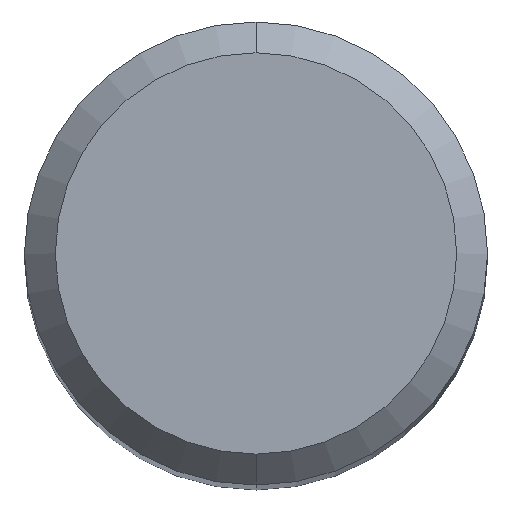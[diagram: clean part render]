
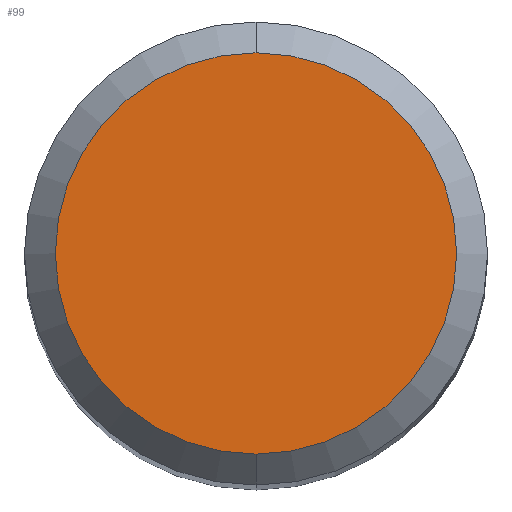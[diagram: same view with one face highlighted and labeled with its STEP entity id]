
A CAD part, top view. The second image highlights one B-rep face of the part: STEP entity #99.
In plain terms, the highlighted planar face has unit normal (0, 0, 1).
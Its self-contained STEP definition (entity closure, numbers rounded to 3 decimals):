
#99=ADVANCED_FACE('',(#250),#251,.T.);
#129=EDGE_CURVE('',#159,#143,#285,.T.);
#143=VERTEX_POINT('',#300);
#159=VERTEX_POINT('',#317);
#169=EDGE_CURVE('',#143,#159,#328,.T.);
#250=FACE_OUTER_BOUND('',#410,.T.);
#251=PLANE('',#411);
#285=CIRCLE('',#456,2.6);
#300=CARTESIAN_POINT('',(0.,-2.6,0.0));
#317=CARTESIAN_POINT('',(0.0,2.6,0.0));
#328=CIRCLE('',#513,2.6);
#410=EDGE_LOOP('',(#602,#603));
#411=AXIS2_PLACEMENT_3D('',#604,#605,#606);
#456=AXIS2_PLACEMENT_3D('',#647,#648,#649);
#513=AXIS2_PLACEMENT_3D('',#696,#697,#698);
#602=ORIENTED_EDGE('',*,*,#129,.F.);
#603=ORIENTED_EDGE('',*,*,#169,.F.);
#604=CARTESIAN_POINT('',(0.0,1.3,0.0));
#605=DIRECTION('',(-0.0,0.0,1.0));
#606=DIRECTION('',(0.0,-1.0,0.0));
#647=CARTESIAN_POINT('',(0.0,0.0,0.0));
#648=DIRECTION('',(0.0,0.0,-1.0));
#649=DIRECTION('',(0.0,1.0,0.0));
#696=CARTESIAN_POINT('',(0.0,0.0,0.0));
#697=DIRECTION('',(0.0,0.0,-1.0));
#698=DIRECTION('',(0.0,1.0,0.0));
